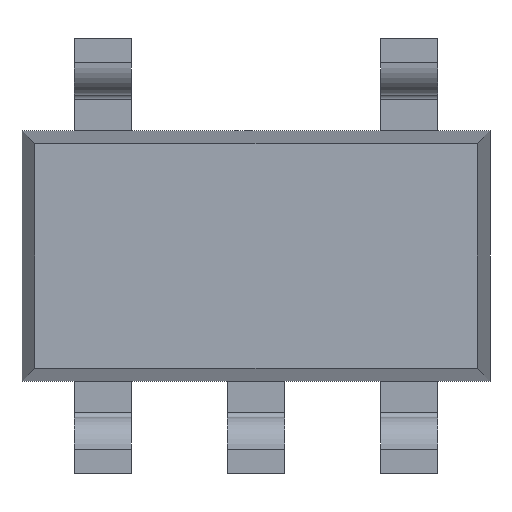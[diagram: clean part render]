
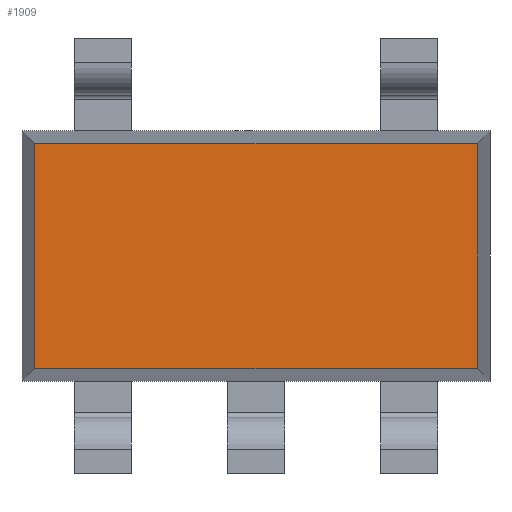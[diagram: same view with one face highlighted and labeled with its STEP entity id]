
A CAD part, front view. The second image highlights one B-rep face of the part: STEP entity #1909.
In plain terms, the highlighted planar face has unit normal (0, -1, 0).
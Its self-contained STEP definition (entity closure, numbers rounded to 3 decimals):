
#1 = LINE ( 'NONE', #2622, #1019 ) ;
#72 = CARTESIAN_POINT ( 'NONE',  ( 1.37, 0.15, -0.695 ) ) ;
#157 = DIRECTION ( 'NONE',  ( 0., -1., 0. ) ) ;
#170 = DIRECTION ( 'NONE',  ( 0., 0., -1. ) ) ;
#262 = LINE ( 'NONE', #2371, #1191 ) ;
#435 = CARTESIAN_POINT ( 'NONE',  ( -1.37, 0.15, 0.695 ) ) ;
#463 = CARTESIAN_POINT ( 'NONE',  ( 1.37, 0.15, 0.775 ) ) ;
#566 = CARTESIAN_POINT ( 'NONE',  ( 0., 0.15, 0. ) ) ;
#573 = ORIENTED_EDGE ( 'NONE', *, *, #2610, .T. ) ;
#586 = ORIENTED_EDGE ( 'NONE', *, *, #1147, .T. ) ;
#692 = DIRECTION ( 'NONE',  ( 0., 0., 1. ) ) ;
#730 = AXIS2_PLACEMENT_3D ( 'NONE', #566, #157, #170 ) ;
#750 = VERTEX_POINT ( 'NONE', #72 ) ;
#921 = CARTESIAN_POINT ( 'NONE',  ( 1.37, 0.15, 0.695 ) ) ;
#980 = EDGE_LOOP ( 'NONE', ( #1588, #1333, #573, #586 ) ) ;
#1019 = VECTOR ( 'NONE', #1527, 1000. ) ;
#1039 = PLANE ( 'NONE',  #730 ) ;
#1088 = VECTOR ( 'NONE', #692, 1000. ) ;
#1103 = DIRECTION ( 'NONE',  ( 0., 0., -1. ) ) ;
#1147 = EDGE_CURVE ( 'NONE', #750, #1179, #1686, .T. ) ;
#1179 = VERTEX_POINT ( 'NONE', #921 ) ;
#1191 = VECTOR ( 'NONE', #1103, 1000. ) ;
#1319 = DIRECTION ( 'NONE',  ( 1., 0., 0. ) ) ;
#1333 = ORIENTED_EDGE ( 'NONE', *, *, #2625, .T. ) ;
#1527 = DIRECTION ( 'NONE',  ( -1., 0., 0. ) ) ;
#1588 = ORIENTED_EDGE ( 'NONE', *, *, #1697, .T. ) ;
#1686 = LINE ( 'NONE', #463, #1088 ) ;
#1697 = EDGE_CURVE ( 'NONE', #1179, #2211, #1, .T. ) ;
#1909 = ADVANCED_FACE ( 'NONE', ( #2762 ), #1039, .T. ) ;
#2211 = VERTEX_POINT ( 'NONE', #435 ) ;
#2297 = CARTESIAN_POINT ( 'NONE',  ( 1.45, 0.15, -0.695 ) ) ;
#2371 = CARTESIAN_POINT ( 'NONE',  ( -1.37, 0.15, -0.775 ) ) ;
#2379 = CARTESIAN_POINT ( 'NONE',  ( -1.37, 0.15, -0.695 ) ) ;
#2449 = VECTOR ( 'NONE', #1319, 1000. ) ;
#2542 = LINE ( 'NONE', #2297, #2449 ) ;
#2610 = EDGE_CURVE ( 'NONE', #2703, #750, #2542, .T. ) ;
#2622 = CARTESIAN_POINT ( 'NONE',  ( -1.45, 0.15, 0.695 ) ) ;
#2625 = EDGE_CURVE ( 'NONE', #2211, #2703, #262, .T. ) ;
#2703 = VERTEX_POINT ( 'NONE', #2379 ) ;
#2762 = FACE_OUTER_BOUND ( 'NONE', #980, .T. ) ;
